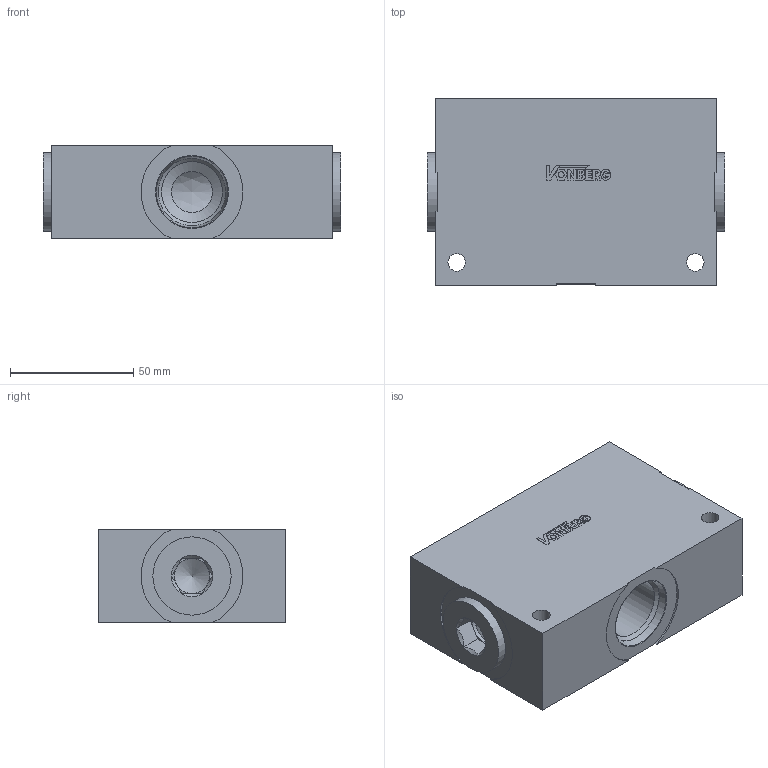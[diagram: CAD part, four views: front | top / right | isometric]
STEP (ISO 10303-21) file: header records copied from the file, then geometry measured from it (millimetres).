
FILE_DESCRIPTION((''),'2;1');
FILE_NAME('27100-212.stp','2015-02-10T09:31:33',('jml'),(''),'Autodesk Inventor 2010','Autodesk Inventor 2010','');
FILE_SCHEMA(('AUTOMOTIVE_DESIGN { 1 0 10303 214 1 1 1 1 }'));
Length unit declared in the file: inch
Products named in the file (3): 27100-212; 990250
Assembly tree (3 placements, depth 2):
  27100-212
    27100-212
    990250  x2
Bounding box: 120.7 x 76.2 x 38.1 mm (x, y, z)
Volume: 264560.7 mm3; surface area: 54016.9 mm2
Topology: 5 solids, 5 shells, 204 faces, 499 edges, 320 vertices
Faces by surface type: plane 124, cylinder 29, bspline 28, cone 16, torus 7
Full cylindrical faces by diameter (mm): 2.436 x1, 24.003 x2, 26.975 x2, 31.75 x2, 34.138 x2
Entity records: 5528 total; most frequent: CARTESIAN_POINT 1393, DIRECTION 797, ORIENTED_EDGE 752, EDGE_CURVE 376, AXIS2_PLACEMENT_3D 270, VERTEX_POINT 270, EDGE_LOOP 262, VECTOR 257
